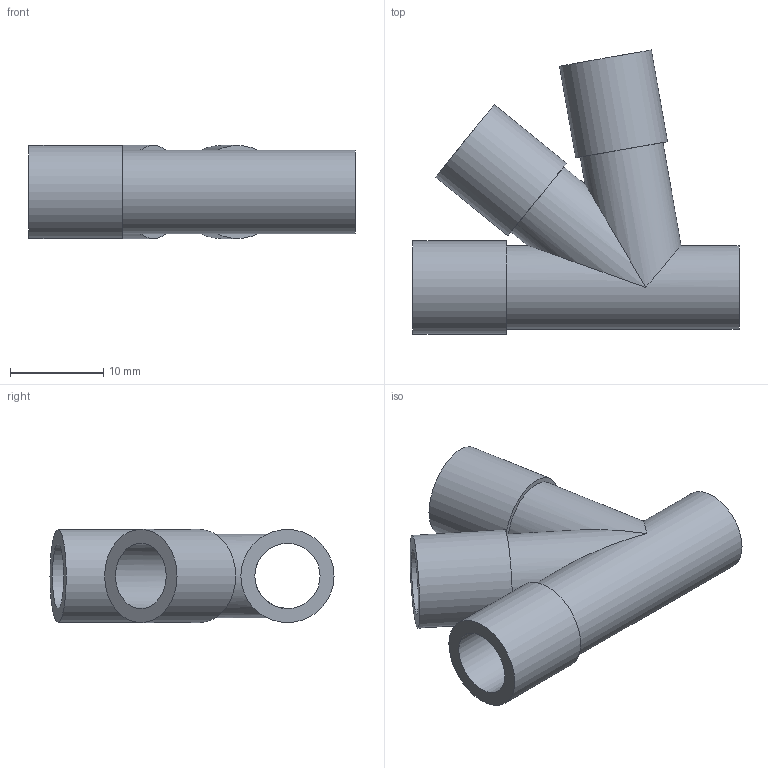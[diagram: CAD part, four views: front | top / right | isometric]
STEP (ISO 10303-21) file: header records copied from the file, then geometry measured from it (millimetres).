
FILE_DESCRIPTION(('STEP AP242'), '1');
FILE_NAME('襜澼鴀', '', ('UNSPECIFIED'), ('UNSPECIFIED'), 'C3D Converter', 'C3D Toolkit', '');
FILE_SCHEMA(('AP242_MANAGED_MODEL_BASED_3D_ENGINEERING_MIM_LF { 1 0 10303 442 1 1 4 }'));
Length unit declared in the file: millimetre
Bounding box: 35 x 30.49 x 10 mm (x, y, z)
Volume: 2176.2 mm3; surface area: 3733 mm2
Topology: 1 solids, 1 shells, 16 faces, 33 edges, 21 vertices
Faces by surface type: cylinder 9, plane 7
Full cylindrical faces by diameter (mm): 7 x3, 9 x3, 10 x3
Entity records: 429 total; most frequent: CARTESIAN_POINT 88, DIRECTION 62, ORIENTED_EDGE 46, EDGE_LOOP 34, AXIS2_PLACEMENT_3D 31, EDGE_CURVE 23, VERTEX_POINT 21, FACE_BOUND 20
